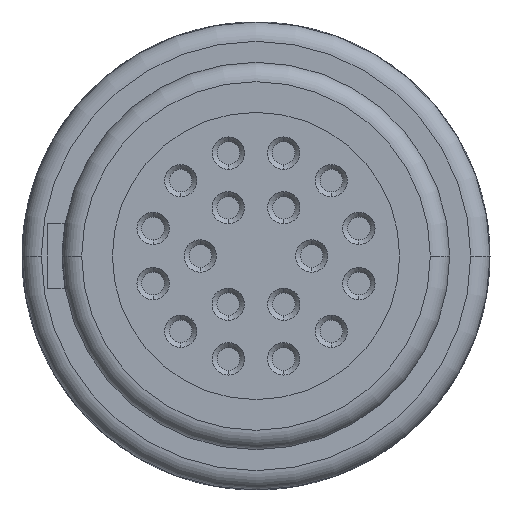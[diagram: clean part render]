
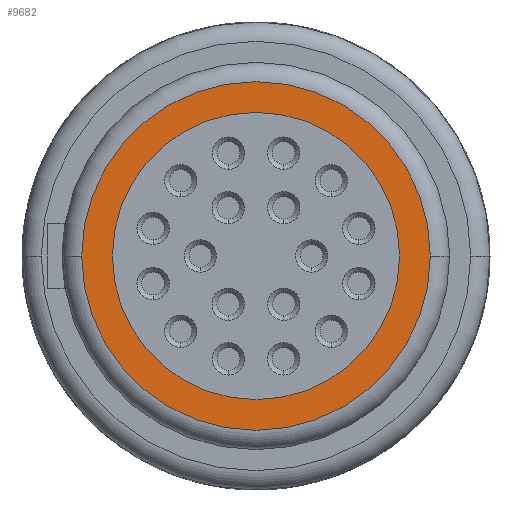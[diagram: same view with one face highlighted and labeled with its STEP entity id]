
A CAD part, left-side view. The second image highlights one B-rep face of the part: STEP entity #9682.
In plain terms, the highlighted planar face has unit normal (-1, 0, 0).
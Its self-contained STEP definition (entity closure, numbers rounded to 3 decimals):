
#1846=CARTESIAN_POINT('',(-15.3,0.,0.));
#1847=DIRECTION('',(-1.,0.,0.));
#1848=DIRECTION('',(0.,1.,0.));
#1849=AXIS2_PLACEMENT_3D('',#1846,#1847,#1848);
#2295=CARTESIAN_POINT('',(-15.3,0.,0.));
#2296=DIRECTION('',(1.,0.,0.));
#2297=DIRECTION('',(0.,1.,0.));
#2298=AXIS2_PLACEMENT_3D('',#2295,#2296,#2297);
#3128=CARTESIAN_POINT('',(-15.3,0.,0.));
#3129=DIRECTION('',(-1.,0.,0.));
#3130=DIRECTION('',(0.,-1.,0.));
#3131=AXIS2_PLACEMENT_3D('',#3128,#3129,#3130);
#3133=CARTESIAN_POINT('',(-15.3,0.,0.));
#3134=DIRECTION('',(-1.,0.,0.));
#3135=DIRECTION('',(0.,1.,0.));
#3136=AXIS2_PLACEMENT_3D('',#3133,#3134,#3135);
#5618=CARTESIAN_POINT('',(-15.3,4.45,0.));
#5619=CARTESIAN_POINT('',(-15.3,-4.45,0.));
#5620=VERTEX_POINT('',#5618);
#5621=VERTEX_POINT('',#5619);
#5630=CARTESIAN_POINT('',(-15.3,-5.4,0.));
#5631=CARTESIAN_POINT('',(-15.3,5.4,0.));
#5632=VERTEX_POINT('',#5630);
#5633=VERTEX_POINT('',#5631);
#9667=CARTESIAN_POINT('',(-15.3,0.,0.));
#9668=DIRECTION('',(1.,0.,0.));
#9669=DIRECTION('',(0.,-1.,0.));
#9670=AXIS2_PLACEMENT_3D('',#9667,#9668,#9669);
#9671=PLANE('',#9670);
#9673=ORIENTED_EDGE('',*,*,#9672,.F.);
#9675=ORIENTED_EDGE('',*,*,#9674,.F.);
#9676=EDGE_LOOP('',(#9673,#9675));
#9677=FACE_OUTER_BOUND('',#9676,.F.);
#9678=ORIENTED_EDGE('',*,*,#8355,.F.);
#9679=ORIENTED_EDGE('',*,*,#7963,.T.);
#9680=EDGE_LOOP('',(#9678,#9679));
#9681=FACE_BOUND('',#9680,.F.);
#9682=ADVANCED_FACE('',(#9677,#9681),#9671,.F.);
#1850=CIRCLE('',#1849,4.45);
#2299=CIRCLE('',#2298,4.45);
#3132=CIRCLE('',#3131,5.4);
#3137=CIRCLE('',#3136,5.4);
#7963=EDGE_CURVE('',#5620,#5621,#1850,.T.);
#8355=EDGE_CURVE('',#5620,#5621,#2299,.T.);
#9672=EDGE_CURVE('',#5632,#5633,#3132,.T.);
#9674=EDGE_CURVE('',#5633,#5632,#3137,.T.);
